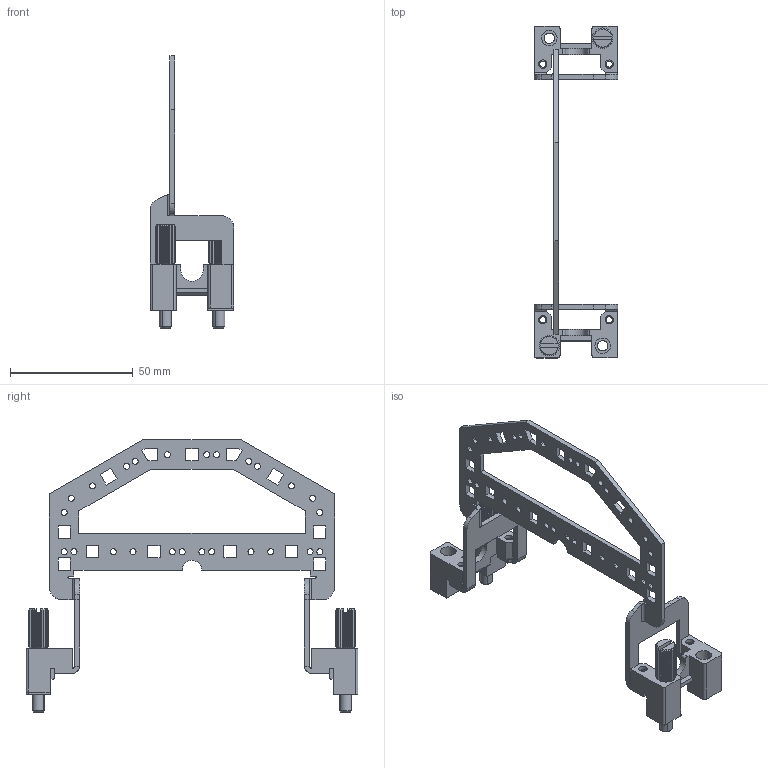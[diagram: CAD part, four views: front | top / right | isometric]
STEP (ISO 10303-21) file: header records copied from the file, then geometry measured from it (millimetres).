
FILE_DESCRIPTION(('CATIA V5 STEP Exchange','CAx-IF Rec.Pracs.--- Model Styling and Organization---1.4--- 2014-01-23'),'2;1');
FILE_NAME ('013417-1_1', '2019-02-28T13:17:12+00:00', ('none'), ('Weidmueller'), 'CATIA Version 5-6 Release 2016 SP3 HF44', 'CATIA V5 STEP AP214', 'none');
FILE_SCHEMA(('AUTOMOTIVE_DESIGN { 1 0 10303 214 1 1 1 1 }'));
Length unit declared in the file: millimetre
Products named in the file (1): 1444730000
Bounding box: 34 x 135 x 110.7 mm (x, y, z)
Volume: 19886.5 mm3; surface area: 20454.7 mm2
Topology: 1 solids, 1 shells, 514 faces, 1426 edges, 932 vertices
Faces by surface type: plane 341, cylinder 149, cone 20, torus 4
Entity records: 16588 total; most frequent: CARTESIAN_POINT 4402, ORIENTED_EDGE 2852, DIRECTION 1878, EDGE_CURVE 1426, VERTEX_POINT 932, VECTOR 829, LINE 829, AXIS2_PLACEMENT_3D 660
